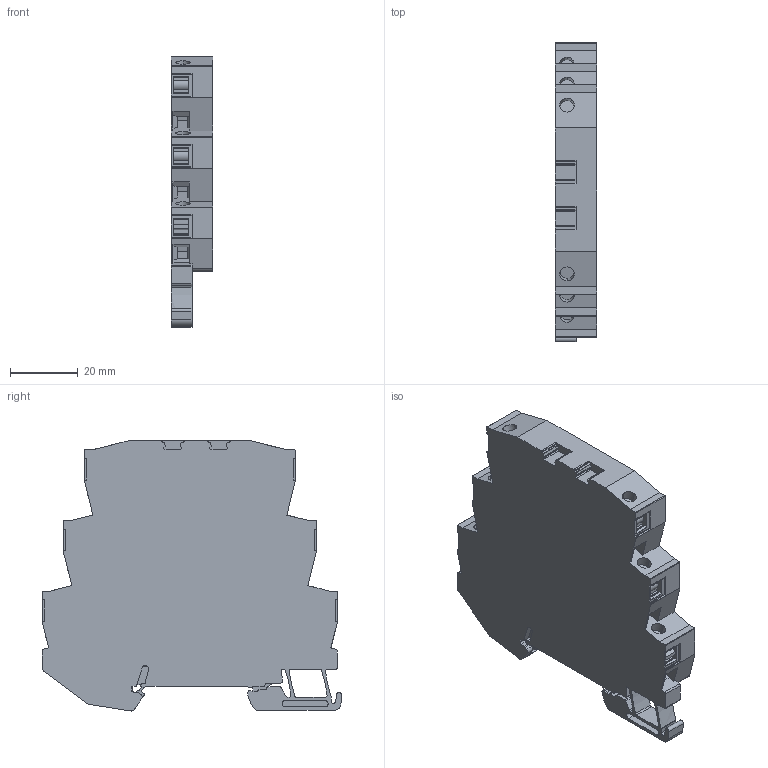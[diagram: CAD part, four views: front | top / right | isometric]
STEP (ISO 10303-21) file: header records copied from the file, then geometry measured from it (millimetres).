
FILE_DESCRIPTION(('CATIA V5R24 STEP','CAx-IF Rec.Pracs.--- Model Styling and Organization---1.2---2011-12-15'),'2;1');
FILE_NAME ('9344786_2_1130670000_S3D_VSSC6_RTD_EX.stp','2016-05-31T12:43:42+00:00',('none'),('Weidmueller'),'CATIA Version 5-6 Release 2014 SP4','CATIA V5 STEP AP214','none');
FILE_SCHEMA(('AUTOMOTIVE_DESIGN { 1 0 10303 214 1 1 1 1 }'));
Length unit declared in the file: millimetre
Products named in the file (1): 1130670000
Bounding box: 12.2 x 88.11 x 79.54 mm (x, y, z)
Volume: 44736.2 mm3; surface area: 23799.9 mm2
Topology: 3 solids, 3 shells, 640 faces, 2016 edges, 1399 vertices
Faces by surface type: plane 415, cylinder 207, extrusion 18
Entity records: 22512 total; most frequent: CARTESIAN_POINT 4439, ORIENTED_EDGE 4032, DIRECTION 2955, EDGE_CURVE 2016, VECTOR 1467, LINE 1449, VERTEX_POINT 1399, AXIS2_PLACEMENT_3D 985
